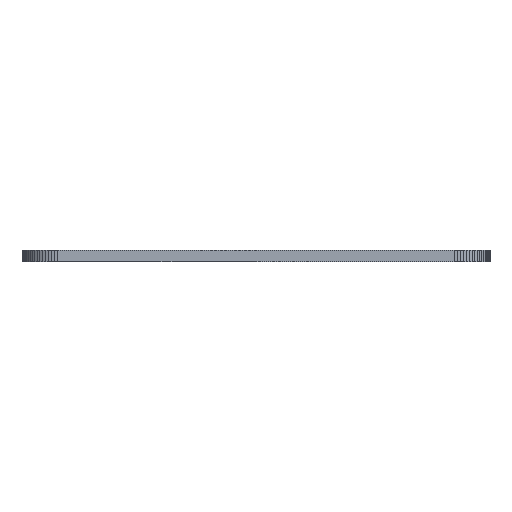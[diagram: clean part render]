
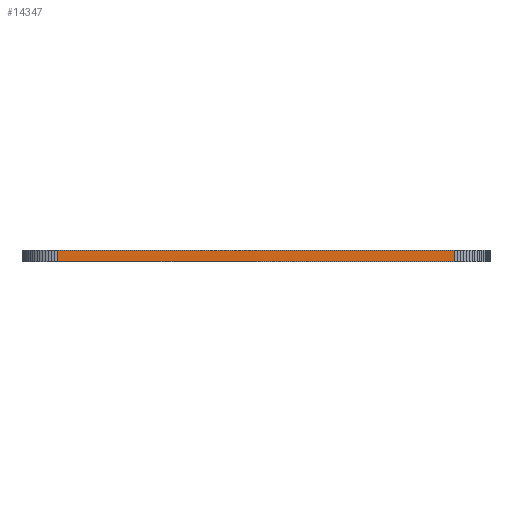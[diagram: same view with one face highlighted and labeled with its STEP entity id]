
A CAD part, left-side view. The second image highlights one B-rep face of the part: STEP entity #14347.
In plain terms, the highlighted planar face has unit normal (-1, 0, 0).
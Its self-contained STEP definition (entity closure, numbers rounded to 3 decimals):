
#90 = PLANE('',#91);
#91 = AXIS2_PLACEMENT_3D('',#92,#93,#94);
#92 = CARTESIAN_POINT('',(129.72,-87.5,1.6));
#93 = DIRECTION('',(-0.,-0.,-1.));
#94 = DIRECTION('',(-1.,0.,0.));
#144 = PLANE('',#145);
#145 = AXIS2_PLACEMENT_3D('',#146,#147,#148);
#146 = CARTESIAN_POINT('',(129.72,-87.5,0.));
#147 = DIRECTION('',(-0.,-0.,-1.));
#148 = DIRECTION('',(-1.,0.,0.));
#1765 = VERTEX_POINT('',#1766);
#1766 = CARTESIAN_POINT('',(97.22,-115.,0.));
#1780 = PLANE('',#1781);
#1781 = AXIS2_PLACEMENT_3D('',#1782,#1783,#1784);
#1782 = CARTESIAN_POINT('',(97.239,-115.436,0.));
#1783 = DIRECTION('',(-0.999,-0.044,0.));
#1784 = DIRECTION('',(-0.044,0.999,0.));
#1792 = EDGE_CURVE('',#1765,#1793,#1795,.T.);
#1793 = VERTEX_POINT('',#1794);
#1794 = CARTESIAN_POINT('',(97.22,-60.,0.));
#1795 = SURFACE_CURVE('',#1796,(#1800,#1807),.PCURVE_S1.);
#1796 = LINE('',#1797,#1798);
#1797 = CARTESIAN_POINT('',(97.22,-115.,0.));
#1798 = VECTOR('',#1799,1.);
#1799 = DIRECTION('',(0.,1.,0.));
#1800 = PCURVE('',#144,#1801);
#1801 = DEFINITIONAL_REPRESENTATION('',(#1802),#1806);
#1802 = LINE('',#1803,#1804);
#1803 = CARTESIAN_POINT('',(32.5,-27.5));
#1804 = VECTOR('',#1805,1.);
#1805 = DIRECTION('',(0.,1.));
#1806 = ( GEOMETRIC_REPRESENTATION_CONTEXT(2) 
PARAMETRIC_REPRESENTATION_CONTEXT() REPRESENTATION_CONTEXT('2D SPACE',''
  ) );
#1807 = PCURVE('',#1808,#1813);
#1808 = PLANE('',#1809);
#1809 = AXIS2_PLACEMENT_3D('',#1810,#1811,#1812);
#1810 = CARTESIAN_POINT('',(97.22,-115.,0.));
#1811 = DIRECTION('',(-1.,0.,0.));
#1812 = DIRECTION('',(0.,1.,0.));
#1813 = DEFINITIONAL_REPRESENTATION('',(#1814),#1818);
#1814 = LINE('',#1815,#1816);
#1815 = CARTESIAN_POINT('',(0.,0.));
#1816 = VECTOR('',#1817,1.);
#1817 = DIRECTION('',(1.,0.));
#1818 = ( GEOMETRIC_REPRESENTATION_CONTEXT(2) 
PARAMETRIC_REPRESENTATION_CONTEXT() REPRESENTATION_CONTEXT('2D SPACE',''
  ) );
#1836 = PLANE('',#1837);
#1837 = AXIS2_PLACEMENT_3D('',#1838,#1839,#1840);
#1838 = CARTESIAN_POINT('',(97.22,-60.,0.));
#1839 = DIRECTION('',(-0.999,0.044,0.));
#1840 = DIRECTION('',(0.044,0.999,0.));
#8587 = VERTEX_POINT('',#8588);
#8588 = CARTESIAN_POINT('',(97.22,-115.,1.6));
#8609 = EDGE_CURVE('',#8587,#8610,#8612,.T.);
#8610 = VERTEX_POINT('',#8611);
#8611 = CARTESIAN_POINT('',(97.22,-60.,1.6));
#8612 = SURFACE_CURVE('',#8613,(#8617,#8624),.PCURVE_S1.);
#8613 = LINE('',#8614,#8615);
#8614 = CARTESIAN_POINT('',(97.22,-115.,1.6));
#8615 = VECTOR('',#8616,1.);
#8616 = DIRECTION('',(0.,1.,0.));
#8617 = PCURVE('',#90,#8618);
#8618 = DEFINITIONAL_REPRESENTATION('',(#8619),#8623);
#8619 = LINE('',#8620,#8621);
#8620 = CARTESIAN_POINT('',(32.5,-27.5));
#8621 = VECTOR('',#8622,1.);
#8622 = DIRECTION('',(0.,1.));
#8623 = ( GEOMETRIC_REPRESENTATION_CONTEXT(2) 
PARAMETRIC_REPRESENTATION_CONTEXT() REPRESENTATION_CONTEXT('2D SPACE',''
  ) );
#8624 = PCURVE('',#1808,#8625);
#8625 = DEFINITIONAL_REPRESENTATION('',(#8626),#8630);
#8626 = LINE('',#8627,#8628);
#8627 = CARTESIAN_POINT('',(0.,-1.6));
#8628 = VECTOR('',#8629,1.);
#8629 = DIRECTION('',(1.,0.));
#8630 = ( GEOMETRIC_REPRESENTATION_CONTEXT(2) 
PARAMETRIC_REPRESENTATION_CONTEXT() REPRESENTATION_CONTEXT('2D SPACE',''
  ) );
#14297 = EDGE_CURVE('',#1793,#8610,#14298,.T.);
#14298 = SURFACE_CURVE('',#14299,(#14303,#14310),.PCURVE_S1.);
#14299 = LINE('',#14300,#14301);
#14300 = CARTESIAN_POINT('',(97.22,-60.,0.));
#14301 = VECTOR('',#14302,1.);
#14302 = DIRECTION('',(0.,0.,1.));
#14303 = PCURVE('',#1836,#14304);
#14304 = DEFINITIONAL_REPRESENTATION('',(#14305),#14309);
#14305 = LINE('',#14306,#14307);
#14306 = CARTESIAN_POINT('',(0.,0.));
#14307 = VECTOR('',#14308,1.);
#14308 = DIRECTION('',(0.,-1.));
#14309 = ( GEOMETRIC_REPRESENTATION_CONTEXT(2) 
PARAMETRIC_REPRESENTATION_CONTEXT() REPRESENTATION_CONTEXT('2D SPACE',''
  ) );
#14310 = PCURVE('',#1808,#14311);
#14311 = DEFINITIONAL_REPRESENTATION('',(#14312),#14316);
#14312 = LINE('',#14313,#14314);
#14313 = CARTESIAN_POINT('',(55.,0.));
#14314 = VECTOR('',#14315,1.);
#14315 = DIRECTION('',(0.,-1.));
#14316 = ( GEOMETRIC_REPRESENTATION_CONTEXT(2) 
PARAMETRIC_REPRESENTATION_CONTEXT() REPRESENTATION_CONTEXT('2D SPACE',''
  ) );
#14347 = ADVANCED_FACE('',(#14348),#1808,.T.);
#14348 = FACE_BOUND('',#14349,.T.);
#14349 = EDGE_LOOP('',(#14350,#14371,#14372,#14373));
#14350 = ORIENTED_EDGE('',*,*,#14351,.T.);
#14351 = EDGE_CURVE('',#1765,#8587,#14352,.T.);
#14352 = SURFACE_CURVE('',#14353,(#14357,#14364),.PCURVE_S1.);
#14353 = LINE('',#14354,#14355);
#14354 = CARTESIAN_POINT('',(97.22,-115.,0.));
#14355 = VECTOR('',#14356,1.);
#14356 = DIRECTION('',(0.,0.,1.));
#14357 = PCURVE('',#1808,#14358);
#14358 = DEFINITIONAL_REPRESENTATION('',(#14359),#14363);
#14359 = LINE('',#14360,#14361);
#14360 = CARTESIAN_POINT('',(0.,0.));
#14361 = VECTOR('',#14362,1.);
#14362 = DIRECTION('',(0.,-1.));
#14363 = ( GEOMETRIC_REPRESENTATION_CONTEXT(2) 
PARAMETRIC_REPRESENTATION_CONTEXT() REPRESENTATION_CONTEXT('2D SPACE',''
  ) );
#14364 = PCURVE('',#1780,#14365);
#14365 = DEFINITIONAL_REPRESENTATION('',(#14366),#14370);
#14366 = LINE('',#14367,#14368);
#14367 = CARTESIAN_POINT('',(0.436,0.));
#14368 = VECTOR('',#14369,1.);
#14369 = DIRECTION('',(0.,-1.));
#14370 = ( GEOMETRIC_REPRESENTATION_CONTEXT(2) 
PARAMETRIC_REPRESENTATION_CONTEXT() REPRESENTATION_CONTEXT('2D SPACE',''
  ) );
#14371 = ORIENTED_EDGE('',*,*,#8609,.T.);
#14372 = ORIENTED_EDGE('',*,*,#14297,.F.);
#14373 = ORIENTED_EDGE('',*,*,#1792,.F.);
